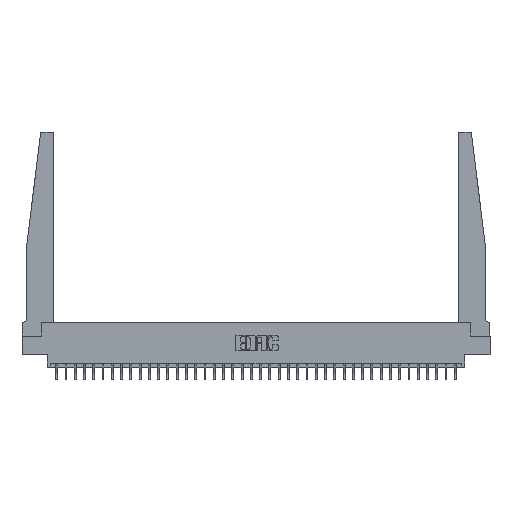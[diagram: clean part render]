
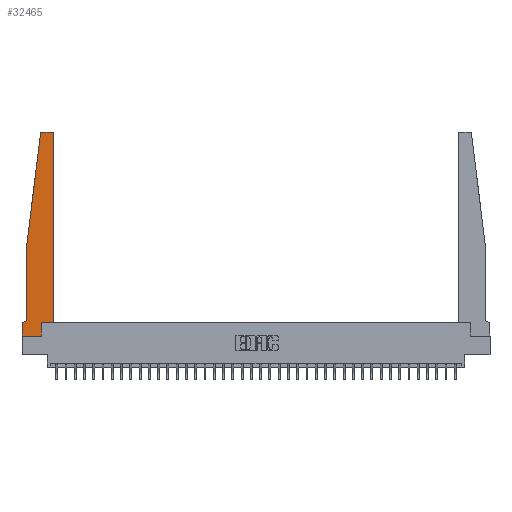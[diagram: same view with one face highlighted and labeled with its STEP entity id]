
A CAD part, top view. The second image highlights one B-rep face of the part: STEP entity #32465.
In plain terms, the highlighted planar face has unit normal (0, 0, 1).
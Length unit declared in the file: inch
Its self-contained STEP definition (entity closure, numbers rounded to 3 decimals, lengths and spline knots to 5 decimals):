
#153 = DIRECTION ( 'NONE',  ( -1., 0., 0. ) ) ;
#1004 = CARTESIAN_POINT ( 'NONE',  ( 0.395, 2.72, 0.37 ) ) ;
#1057 = VERTEX_POINT ( 'NONE', #9640 ) ;
#1080 = VERTEX_POINT ( 'NONE', #1844 ) ;
#1123 = VECTOR ( 'NONE', #21278, 39.37008 ) ;
#1472 = VECTOR ( 'NONE', #14652, 39.37008 ) ;
#1844 = CARTESIAN_POINT ( 'NONE',  ( 0.015, 0.1875, 0.37 ) ) ;
#2188 = DIRECTION ( 'NONE',  ( 0., 1., 0. ) ) ;
#3020 = VECTOR ( 'NONE', #24470, 39.37008 ) ;
#3245 = CIRCLE ( 'NONE', #27782, 0.05 ) ;
#3477 = CARTESIAN_POINT ( 'NONE',  ( 0.425, 0.18, 0.37 ) ) ;
#3654 = DIRECTION ( 'NONE',  ( 1., 0., 0. ) ) ;
#3951 = FACE_OUTER_BOUND ( 'NONE', #20626, .T. ) ;
#4308 = VERTEX_POINT ( 'NONE', #15600 ) ;
#4826 = CARTESIAN_POINT ( 'NONE',  ( 0.2605, 0.18, 0.37 ) ) ;
#5719 = AXIS2_PLACEMENT_3D ( 'NONE', #24527, #6538, #24762 ) ;
#5833 = CARTESIAN_POINT ( 'NONE',  ( 0.25, 2.75, 0.37 ) ) ;
#6357 = VECTOR ( 'NONE', #23453, 39.37008 ) ;
#6446 = VERTEX_POINT ( 'NONE', #23674 ) ;
#6538 = DIRECTION ( 'NONE',  ( 0., 0., 1. ) ) ;
#6636 = EDGE_CURVE ( 'NONE', #11988, #33089, #22978, .T. ) ;
#6653 = CARTESIAN_POINT ( 'NONE',  ( 0., 0.1875, 0.37 ) ) ;
#7504 = EDGE_CURVE ( 'NONE', #10301, #13967, #20456, .T. ) ;
#7836 = CARTESIAN_POINT ( 'NONE',  ( 0.065, 0.1875, 0.37 ) ) ;
#7935 = EDGE_CURVE ( 'NONE', #11971, #1057, #21234, .T. ) ;
#8354 = CARTESIAN_POINT ( 'NONE',  ( 0.425, 0.18, 0.37 ) ) ;
#8623 = VERTEX_POINT ( 'NONE', #20201 ) ;
#8631 = VERTEX_POINT ( 'NONE', #27901 ) ;
#9061 = PLANE ( 'NONE',  #5719 ) ;
#9186 = DIRECTION ( 'NONE',  ( 1., 0., 0. ) ) ;
#9279 = DIRECTION ( 'NONE',  ( 0., 0., 1. ) ) ;
#9640 = CARTESIAN_POINT ( 'NONE',  ( 0.065, 0.2375, 0.37 ) ) ;
#9763 = ORIENTED_EDGE ( 'NONE', *, *, #29961, .T. ) ;
#10301 = VERTEX_POINT ( 'NONE', #28704 ) ;
#11057 = EDGE_CURVE ( 'NONE', #8631, #10301, #18622, .T. ) ;
#11548 = LINE ( 'NONE', #4826, #17651 ) ;
#11971 = VERTEX_POINT ( 'NONE', #23972 ) ;
#11988 = VERTEX_POINT ( 'NONE', #8354 ) ;
#12093 = EDGE_CURVE ( 'NONE', #33089, #8631, #31356, .T. ) ;
#13792 = EDGE_CURVE ( 'NONE', #4308, #8623, #11548, .T. ) ;
#13967 = VERTEX_POINT ( 'NONE', #20961 ) ;
#14491 = ORIENTED_EDGE ( 'NONE', *, *, #11057, .T. ) ;
#14652 = DIRECTION ( 'NONE',  ( -0.122, -0.992, 0. ) ) ;
#14746 = CARTESIAN_POINT ( 'NONE',  ( 0., 0., 0.37 ) ) ;
#15600 = CARTESIAN_POINT ( 'NONE',  ( 0.2605, 0., 0.37 ) ) ;
#15737 = EDGE_CURVE ( 'NONE', #8623, #11988, #24621, .T. ) ;
#15899 = DIRECTION ( 'NONE',  ( 0., 0., -1. ) ) ;
#16645 = ORIENTED_EDGE ( 'NONE', *, *, #17023, .T. ) ;
#17023 = EDGE_CURVE ( 'NONE', #20562, #6446, #20964, .T. ) ;
#17651 = VECTOR ( 'NONE', #2188, 39.37008 ) ;
#17786 = VECTOR ( 'NONE', #21520, 39.37008 ) ;
#18622 = LINE ( 'NONE', #5833, #17786 ) ;
#19389 = DIRECTION ( 'NONE',  ( 0., 0., 1. ) ) ;
#20069 = ORIENTED_EDGE ( 'NONE', *, *, #12093, .T. ) ;
#20124 = ORIENTED_EDGE ( 'NONE', *, *, #7935, .T. ) ;
#20201 = CARTESIAN_POINT ( 'NONE',  ( 0.2605, 0.18, 0.37 ) ) ;
#20456 = CIRCLE ( 'NONE', #30978, 0.03 ) ;
#20562 = VERTEX_POINT ( 'NONE', #6653 ) ;
#20626 = EDGE_LOOP ( 'NONE', ( #14491, #29473, #22580, #20124, #30984, #31492, #16645, #9763, #32887, #26871, #27137, #20069 ) ) ;
#20961 = CARTESIAN_POINT ( 'NONE',  ( 0.24675, 2.72367, 0.37 ) ) ;
#20964 = LINE ( 'NONE', #14746, #27741 ) ;
#21234 = LINE ( 'NONE', #28981, #1123 ) ;
#21278 = DIRECTION ( 'NONE',  ( 0., -1., 0. ) ) ;
#21520 = DIRECTION ( 'NONE',  ( -1., 0., 0. ) ) ;
#21786 = DIRECTION ( 'NONE',  ( 0., 1., 0. ) ) ;
#21922 = CARTESIAN_POINT ( 'NONE',  ( 0.425, 0.18, 0.37 ) ) ;
#22580 = ORIENTED_EDGE ( 'NONE', *, *, #32499, .T. ) ;
#22978 = LINE ( 'NONE', #3477, #30583 ) ;
#23453 = DIRECTION ( 'NONE',  ( -1., 0., 0. ) ) ;
#23674 = CARTESIAN_POINT ( 'NONE',  ( 0., 0., 0.37 ) ) ;
#23972 = CARTESIAN_POINT ( 'NONE',  ( 0.065, 1.25, 0.37 ) ) ;
#24470 = DIRECTION ( 'NONE',  ( 1., 0., 0. ) ) ;
#24527 = CARTESIAN_POINT ( 'NONE',  ( 0., 0.1875, 0.37 ) ) ;
#24621 = LINE ( 'NONE', #21922, #3020 ) ;
#24762 = DIRECTION ( 'NONE',  ( 1., 0., 0. ) ) ;
#24852 = CARTESIAN_POINT ( 'NONE',  ( 0.27653, 2.72, 0.37 ) ) ;
#25432 = EDGE_CURVE ( 'NONE', #1057, #1080, #3245, .T. ) ;
#26871 = ORIENTED_EDGE ( 'NONE', *, *, #15737, .T. ) ;
#26998 = EDGE_CURVE ( 'NONE', #1080, #20562, #33113, .T. ) ;
#27137 = ORIENTED_EDGE ( 'NONE', *, *, #6636, .T. ) ;
#27410 = DIRECTION ( 'NONE',  ( 1., 0., 0. ) ) ;
#27435 = CARTESIAN_POINT ( 'NONE',  ( 0.065, 1.25, 0.37 ) ) ;
#27741 = VECTOR ( 'NONE', #30113, 39.37008 ) ;
#27782 = AXIS2_PLACEMENT_3D ( 'NONE', #31269, #15899, #153 ) ;
#27901 = CARTESIAN_POINT ( 'NONE',  ( 0.395, 2.75, 0.37 ) ) ;
#28133 = VECTOR ( 'NONE', #9186, 39.37008 ) ;
#28625 = AXIS2_PLACEMENT_3D ( 'NONE', #1004, #19389, #3654 ) ;
#28704 = CARTESIAN_POINT ( 'NONE',  ( 0.27653, 2.75, 0.37 ) ) ;
#28934 = LINE ( 'NONE', #32371, #28133 ) ;
#28981 = CARTESIAN_POINT ( 'NONE',  ( 0.065, 1.25, 0.37 ) ) ;
#29166 = LINE ( 'NONE', #27435, #1472 ) ;
#29473 = ORIENTED_EDGE ( 'NONE', *, *, #7504, .T. ) ;
#29961 = EDGE_CURVE ( 'NONE', #6446, #4308, #28934, .T. ) ;
#30113 = DIRECTION ( 'NONE',  ( 0., -1., 0. ) ) ;
#30583 = VECTOR ( 'NONE', #21786, 39.37008 ) ;
#30978 = AXIS2_PLACEMENT_3D ( 'NONE', #24852, #9279, #27410 ) ;
#30984 = ORIENTED_EDGE ( 'NONE', *, *, #25432, .T. ) ;
#31269 = CARTESIAN_POINT ( 'NONE',  ( 0.015, 0.2375, 0.37 ) ) ;
#31356 = CIRCLE ( 'NONE', #28625, 0.03 ) ;
#31492 = ORIENTED_EDGE ( 'NONE', *, *, #26998, .T. ) ;
#32104 = CARTESIAN_POINT ( 'NONE',  ( 0.425, 2.72, 0.37 ) ) ;
#32371 = CARTESIAN_POINT ( 'NONE',  ( 0., 0., 0.37 ) ) ;
#32465 = ADVANCED_FACE ( 'NONE', ( #3951 ), #9061, .T. ) ;
#32499 = EDGE_CURVE ( 'NONE', #13967, #11971, #29166, .T. ) ;
#32887 = ORIENTED_EDGE ( 'NONE', *, *, #13792, .T. ) ;
#33089 = VERTEX_POINT ( 'NONE', #32104 ) ;
#33113 = LINE ( 'NONE', #7836, #6357 ) ;
